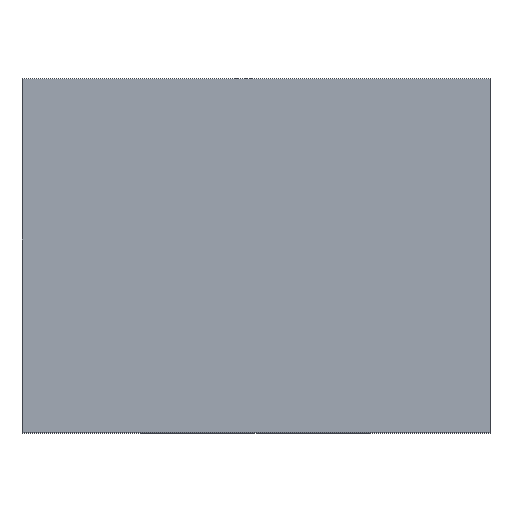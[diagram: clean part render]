
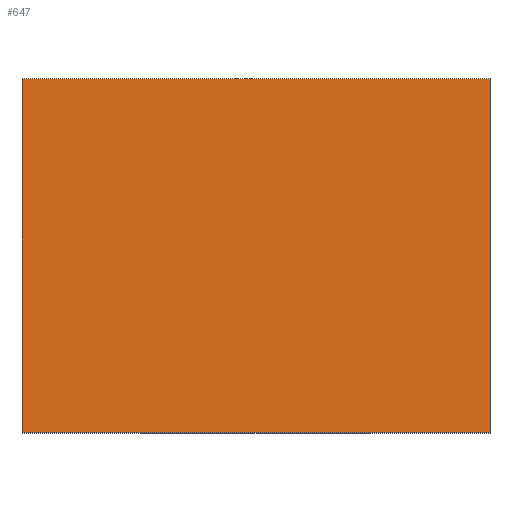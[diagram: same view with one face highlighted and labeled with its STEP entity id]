
A CAD part, top view. The second image highlights one B-rep face of the part: STEP entity #647.
In plain terms, the highlighted free-form (B-spline) face has degree [1, 1] with [2, 2] control points.
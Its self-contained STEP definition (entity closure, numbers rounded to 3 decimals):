
#608=CARTESIAN_POINT('',(-5.205,-3.935,11.798));
#609=CARTESIAN_POINT('',(5.205,-3.935,11.798));
#610=CARTESIAN_POINT('',(-5.205,3.935,11.798));
#611=CARTESIAN_POINT('',(5.205,3.935,11.798));
#612=B_SPLINE_SURFACE_WITH_KNOTS('',1,1,((#608,#610),(#609,#611)),.UNSPECIFIED.,.F.,.F.,.U.,(2,2),(2,2),(0.0,10.41),(0.0,7.87),.UNSPECIFIED.);
#613=CARTESIAN_POINT('',(5.205,3.935,11.798));
#614=VERTEX_POINT('',#613);
#615=CARTESIAN_POINT('',(5.205,-3.935,11.798));
#616=VERTEX_POINT('',#615);
#617=CARTESIAN_POINT('',(5.205,3.935,11.798));
#618=DIRECTION('',(0.0,-1.0,0.0));
#619=VECTOR('',#618,7.87);
#620=LINE('',#617,#619);
#621=EDGE_CURVE('',#614,#616,#620,.T.);
#622=ORIENTED_EDGE('',*,*,#621,.F.);
#623=CARTESIAN_POINT('',(-5.205,3.935,11.798));
#624=VERTEX_POINT('',#623);
#625=CARTESIAN_POINT('',(-5.205,3.935,11.798));
#626=DIRECTION('',(1.0,0.0,0.0));
#627=VECTOR('',#626,10.41);
#628=LINE('',#625,#627);
#629=EDGE_CURVE('',#624,#614,#628,.T.);
#630=ORIENTED_EDGE('',*,*,#629,.F.);
#631=CARTESIAN_POINT('',(-5.205,-3.935,11.798));
#632=VERTEX_POINT('',#631);
#633=CARTESIAN_POINT('',(-5.205,-3.935,11.798));
#634=DIRECTION('',(0.0,1.0,0.0));
#635=VECTOR('',#634,7.87);
#636=LINE('',#633,#635);
#637=EDGE_CURVE('',#632,#624,#636,.T.);
#638=ORIENTED_EDGE('',*,*,#637,.F.);
#639=CARTESIAN_POINT('',(5.205,-3.935,11.798));
#640=DIRECTION('',(-1.0,0.0,0.0));
#641=VECTOR('',#640,10.41);
#642=LINE('',#639,#641);
#643=EDGE_CURVE('',#616,#632,#642,.T.);
#644=ORIENTED_EDGE('',*,*,#643,.F.);
#645=EDGE_LOOP('',(#622,#630,#638,#644));
#646=FACE_OUTER_BOUND('',#645,.T.);
#647=ADVANCED_FACE('',(#646),#612,.T.);
